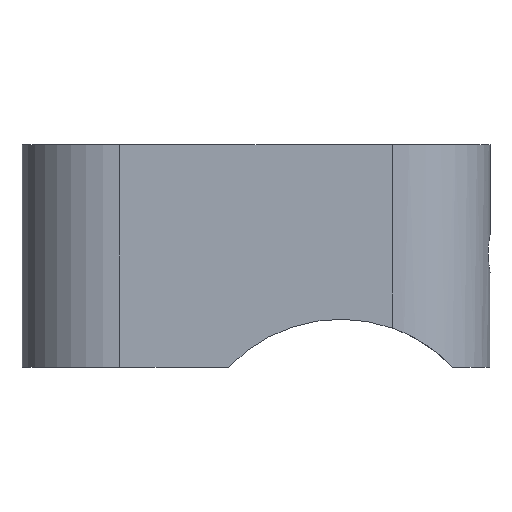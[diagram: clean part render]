
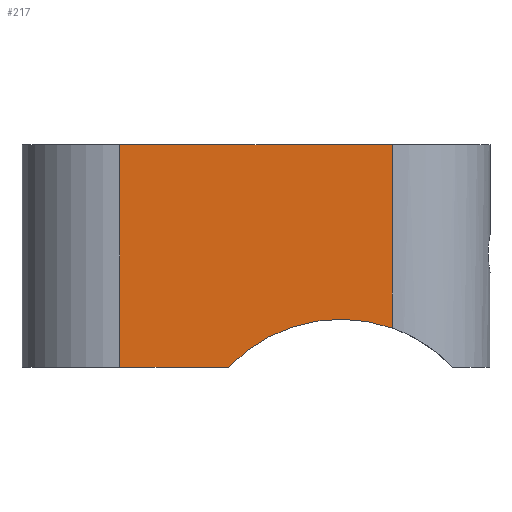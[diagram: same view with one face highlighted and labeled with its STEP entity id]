
A CAD part, left-side view. The second image highlights one B-rep face of the part: STEP entity #217.
In plain terms, the highlighted planar face has unit normal (-1, 0, 0).
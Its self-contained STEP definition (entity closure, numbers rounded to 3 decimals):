
#36 = VERTEX_POINT ( 'NONE', #310 ) ;
#40 = DIRECTION ( 'NONE',  ( 0., 0., -1. ) ) ;
#42 = DIRECTION ( 'NONE',  ( 0., -1., 0. ) ) ;
#56 = ORIENTED_EDGE ( 'NONE', *, *, #261, .F. ) ;
#78 = CARTESIAN_POINT ( 'NONE',  ( -7.899, 22., 18. ) ) ;
#84 = VECTOR ( 'NONE', #42, 1000. ) ;
#98 = LINE ( 'NONE', #202, #84 ) ;
#137 = CARTESIAN_POINT ( 'NONE',  ( -7.899, 0., 18. ) ) ;
#152 = EDGE_CURVE ( 'NONE', #36, #215, #221, .T. ) ;
#159 = AXIS2_PLACEMENT_3D ( 'NONE', #485, #575, #370 ) ;
#172 = EDGE_LOOP ( 'NONE', ( #569, #644, #590, #56, #483 ) ) ;
#182 = VERTEX_POINT ( 'NONE', #501 ) ;
#188 = CARTESIAN_POINT ( 'NONE',  ( -7.899, 0., 18. ) ) ;
#193 = CARTESIAN_POINT ( 'NONE',  ( -7.899, 22., 18. ) ) ;
#194 = DIRECTION ( 'NONE',  ( 0., 0., -1. ) ) ;
#202 = CARTESIAN_POINT ( 'NONE',  ( -7.899, 0., 18. ) ) ;
#212 = VECTOR ( 'NONE', #423, 1000. ) ;
#215 = VERTEX_POINT ( 'NONE', #496 ) ;
#217 = ADVANCED_FACE ( 'NONE', ( #396 ), #670, .F. ) ;
#221 = LINE ( 'NONE', #372, #212 ) ;
#232 = VERTEX_POINT ( 'NONE', #188 ) ;
#261 = EDGE_CURVE ( 'NONE', #378, #232, #98, .T. ) ;
#271 = EDGE_CURVE ( 'NONE', #215, #182, #290, .T. ) ;
#290 = CIRCLE ( 'NONE', #159, 12.5 ) ;
#304 = LINE ( 'NONE', #518, #422 ) ;
#310 = CARTESIAN_POINT ( 'NONE',  ( -7.899, 22., 0. ) ) ;
#349 = EDGE_CURVE ( 'NONE', #232, #182, #304, .T. ) ;
#370 = DIRECTION ( 'NONE',  ( 0., 0., -1. ) ) ;
#372 = CARTESIAN_POINT ( 'NONE',  ( -7.899, 0., 0. ) ) ;
#378 = VERTEX_POINT ( 'NONE', #193 ) ;
#396 = FACE_OUTER_BOUND ( 'NONE', #172, .T. ) ;
#422 = VECTOR ( 'NONE', #40, 1000. ) ;
#423 = DIRECTION ( 'NONE',  ( 0., -1., 0. ) ) ;
#483 = ORIENTED_EDGE ( 'NONE', *, *, #522, .T. ) ;
#485 = CARTESIAN_POINT ( 'NONE',  ( -7.899, 4.166, -8.609 ) ) ;
#496 = CARTESIAN_POINT ( 'NONE',  ( -7.899, 13.229, 0. ) ) ;
#501 = CARTESIAN_POINT ( 'NONE',  ( -7.899, 0., 3.177 ) ) ;
#510 = DIRECTION ( 'NONE',  ( 1., 0., 0. ) ) ;
#518 = CARTESIAN_POINT ( 'NONE',  ( -7.899, 0., 18. ) ) ;
#521 = VECTOR ( 'NONE', #663, 1000. ) ;
#522 = EDGE_CURVE ( 'NONE', #378, #36, #591, .T. ) ;
#569 = ORIENTED_EDGE ( 'NONE', *, *, #152, .T. ) ;
#575 = DIRECTION ( 'NONE',  ( 1., 0., 0. ) ) ;
#590 = ORIENTED_EDGE ( 'NONE', *, *, #349, .F. ) ;
#591 = LINE ( 'NONE', #78, #521 ) ;
#625 = AXIS2_PLACEMENT_3D ( 'NONE', #137, #510, #194 ) ;
#644 = ORIENTED_EDGE ( 'NONE', *, *, #271, .T. ) ;
#663 = DIRECTION ( 'NONE',  ( 0., 0., -1. ) ) ;
#670 = PLANE ( 'NONE',  #625 ) ;
